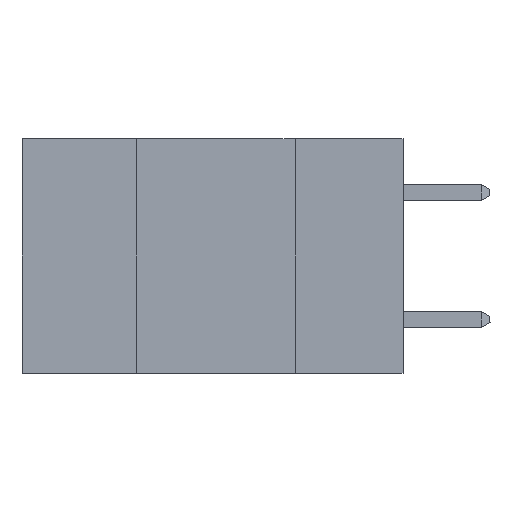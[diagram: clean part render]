
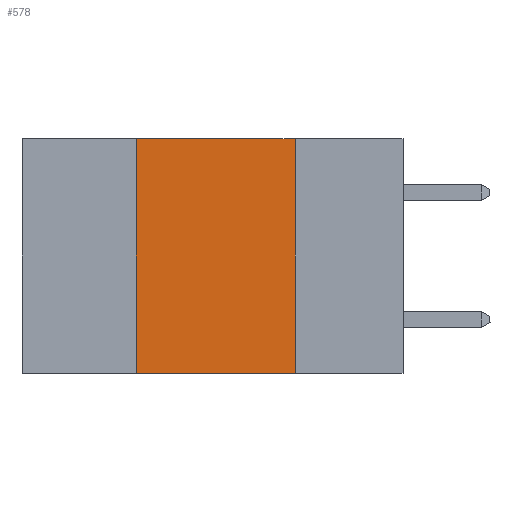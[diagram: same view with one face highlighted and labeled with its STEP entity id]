
A CAD part, left-side view. The second image highlights one B-rep face of the part: STEP entity #578.
In plain terms, the highlighted planar face has unit normal (-1, 0, 0).
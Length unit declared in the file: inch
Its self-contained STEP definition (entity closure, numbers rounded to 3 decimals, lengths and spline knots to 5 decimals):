
#578 = ADVANCED_FACE ( 'NONE', ( #11818 ), #599, .F. ) ;
#599 = PLANE ( 'NONE',  #18456 ) ;
#678 = CARTESIAN_POINT ( 'NONE',  ( 0., 0.6, 0. ) ) ;
#729 = DIRECTION ( 'NONE',  ( 1., 0., 0. ) ) ;
#809 = DIRECTION ( 'NONE',  ( 0., 0., -1. ) ) ;
#2208 = CARTESIAN_POINT ( 'NONE',  ( 0., 0.17, 0. ) ) ;
#2238 = DIRECTION ( 'NONE',  ( 0., -1., 0. ) ) ;
#2518 = VERTEX_POINT ( 'NONE', #20921 ) ;
#3651 = ORIENTED_EDGE ( 'NONE', *, *, #5314, .F. ) ;
#3680 = VERTEX_POINT ( 'NONE', #11420 ) ;
#3949 = CARTESIAN_POINT ( 'NONE',  ( 0., 0.6, -0.37 ) ) ;
#4420 = EDGE_LOOP ( 'NONE', ( #7567, #3651, #12511, #17562 ) ) ;
#5314 = EDGE_CURVE ( 'NONE', #10915, #16747, #21603, .T. ) ;
#5467 = VECTOR ( 'NONE', #10612, 39.37008 ) ;
#5616 = CARTESIAN_POINT ( 'NONE',  ( 0., 0.6, 0. ) ) ;
#7567 = ORIENTED_EDGE ( 'NONE', *, *, #13938, .F. ) ;
#8917 = LINE ( 'NONE', #19274, #17336 ) ;
#10612 = DIRECTION ( 'NONE',  ( 0., 0., -1. ) ) ;
#10915 = VERTEX_POINT ( 'NONE', #18893 ) ;
#11420 = CARTESIAN_POINT ( 'NONE',  ( 0., 0.17, -0.37 ) ) ;
#11513 = LINE ( 'NONE', #3949, #20011 ) ;
#11818 = FACE_OUTER_BOUND ( 'NONE', #4420, .T. ) ;
#12511 = ORIENTED_EDGE ( 'NONE', *, *, #21913, .F. ) ;
#12553 = VECTOR ( 'NONE', #2238, 39.37008 ) ;
#13265 = LINE ( 'NONE', #2208, #5467 ) ;
#13938 = EDGE_CURVE ( 'NONE', #16747, #3680, #13265, .T. ) ;
#14224 = DIRECTION ( 'NONE',  ( 0., 0., 1. ) ) ;
#15564 = DIRECTION ( 'NONE',  ( 0., -1., 0. ) ) ;
#15990 = CARTESIAN_POINT ( 'NONE',  ( 0., 0.17, 0. ) ) ;
#16747 = VERTEX_POINT ( 'NONE', #15990 ) ;
#17336 = VECTOR ( 'NONE', #14224, 39.37008 ) ;
#17562 = ORIENTED_EDGE ( 'NONE', *, *, #21771, .T. ) ;
#18456 = AXIS2_PLACEMENT_3D ( 'NONE', #678, #729, #809 ) ;
#18893 = CARTESIAN_POINT ( 'NONE',  ( 0., 0.42, 0. ) ) ;
#19274 = CARTESIAN_POINT ( 'NONE',  ( 0., 0.42, 0. ) ) ;
#20011 = VECTOR ( 'NONE', #15564, 39.37008 ) ;
#20921 = CARTESIAN_POINT ( 'NONE',  ( 0., 0.42, -0.37 ) ) ;
#21603 = LINE ( 'NONE', #5616, #12553 ) ;
#21771 = EDGE_CURVE ( 'NONE', #2518, #3680, #11513, .T. ) ;
#21913 = EDGE_CURVE ( 'NONE', #2518, #10915, #8917, .T. ) ;
